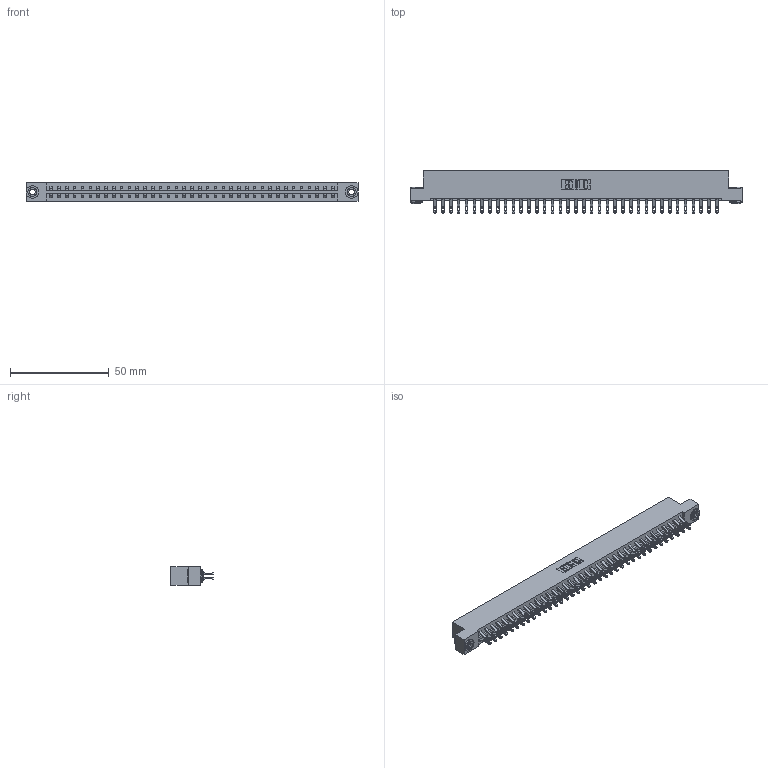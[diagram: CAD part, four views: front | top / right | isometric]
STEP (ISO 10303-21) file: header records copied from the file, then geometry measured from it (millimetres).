
FILE_DESCRIPTION (( 'STEP AP203' ), '1' );
FILE_NAME ('833-074-555-203.STEP', '2020-06-05T17:06:40', ( '' ), ( '' ), 'SwSTEP 2.0', 'SolidWorks 2020', '' );
FILE_SCHEMA (( 'CONFIG_CONTROL_DESIGN' ));
Length unit declared in the file: inch
Products named in the file (4): 345-250-002_345-250-002-102; 833-074-555-203; 833 Part_Flush - .156 Dia - TH; 345-292-001_555 Tail
Assembly tree (77 placements, depth 2):
  833-074-555-203
    833 Part_Flush - .156 Dia - TH
    345-292-001_555 Tail  x74
    345-250-002_345-250-002-102  x2
Bounding box: 168.15 x 21.47 x 9.4 mm (x, y, z)
Volume: 17354.2 mm3; surface area: 21486.9 mm2
Topology: 77 solids, 77 shells, 4444 faces, 13929 edges, 9282 vertices
Faces by surface type: plane 2596, cylinder 1840, cone 8
Entity records: 25426 total; most frequent: CARTESIAN_POINT 4231, ORIENTED_EDGE 4130, DIRECTION 3627, EDGE_CURVE 2065, LINE 1893, VECTOR 1893, VERTEX_POINT 1374, AXIS2_PLACEMENT_3D 867
